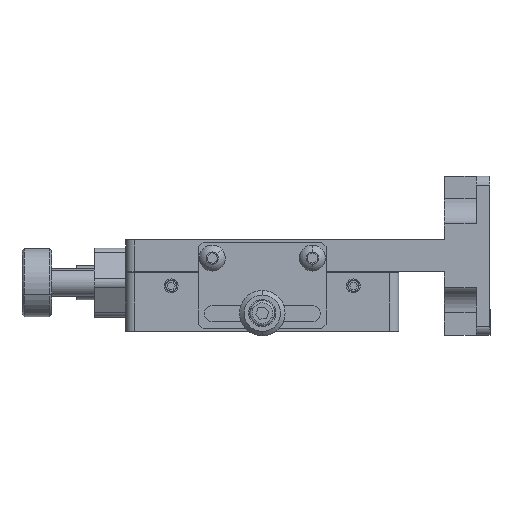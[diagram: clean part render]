
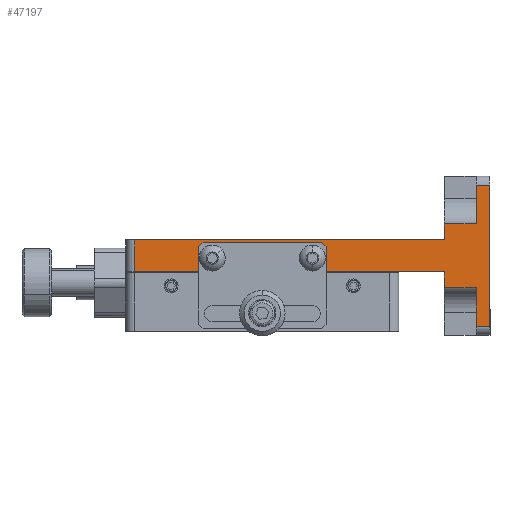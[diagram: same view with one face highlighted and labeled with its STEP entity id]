
A CAD part, left-side view. The second image highlights one B-rep face of the part: STEP entity #47197.
In plain terms, the highlighted planar face has unit normal (-1, 0, 0).
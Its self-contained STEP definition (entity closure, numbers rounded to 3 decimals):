
#337 = CARTESIAN_POINT ( 'NONE',  ( -30., 30.25, -0.5 ) ) ;
#908 = EDGE_CURVE ( 'NONE', #45940, #25813, #10996, .T. ) ;
#952 = CARTESIAN_POINT ( 'NONE',  ( -30., 70., -3.5 ) ) ;
#1233 = EDGE_CURVE ( 'NONE', #20951, #46337, #8245, .T. ) ;
#2211 = DIRECTION ( 'NONE',  ( 0., 0., -1. ) ) ;
#2251 = CARTESIAN_POINT ( 'NONE',  ( -30., -7., -17.5 ) ) ;
#2306 = VERTEX_POINT ( 'NONE', #11298 ) ;
#2526 = DIRECTION ( 'NONE',  ( -1., 0., 0. ) ) ;
#2791 = EDGE_CURVE ( 'NONE', #34981, #16222, #23036, .T. ) ;
#2927 = FACE_OUTER_BOUND ( 'NONE', #5557, .T. ) ;
#2954 = CARTESIAN_POINT ( 'NONE',  ( -30., -7., 15.5 ) ) ;
#3340 = CARTESIAN_POINT ( 'NONE',  ( -30., 27.75, -0.5 ) ) ;
#3801 = ORIENTED_EDGE ( 'NONE', *, *, #3921, .F. ) ;
#3921 = EDGE_CURVE ( 'NONE', #31742, #4359, #5999, .T. ) ;
#3984 = VECTOR ( 'NONE', #13011, 1000. ) ;
#4359 = VERTEX_POINT ( 'NONE', #8375 ) ;
#4409 = ORIENTED_EDGE ( 'NONE', *, *, #41340, .T. ) ;
#4783 = ORIENTED_EDGE ( 'NONE', *, *, #17314, .F. ) ;
#5474 = EDGE_CURVE ( 'NONE', #4359, #16222, #16129, .T. ) ;
#5557 = EDGE_LOOP ( 'NONE', ( #13798, #9600, #44519, #14065, #30220, #38808, #15510, #7746, #3801, #4409, #8417, #4783 ) ) ;
#5999 = LINE ( 'NONE', #31773, #26432 ) ;
#6627 = VERTEX_POINT ( 'NONE', #8753 ) ;
#6679 = EDGE_CURVE ( 'NONE', #37999, #30820, #37184, .T. ) ;
#6778 = EDGE_CURVE ( 'NONE', #28752, #6627, #27794, .T. ) ;
#7503 = VECTOR ( 'NONE', #27081, 1000. ) ;
#7657 = LINE ( 'NONE', #952, #29902 ) ;
#7746 = ORIENTED_EDGE ( 'NONE', *, *, #5474, .F. ) ;
#8070 = EDGE_CURVE ( 'NONE', #30820, #37999, #16760, .T. ) ;
#8245 = LINE ( 'NONE', #19211, #24703 ) ;
#8258 = EDGE_CURVE ( 'NONE', #6627, #34981, #27038, .T. ) ;
#8375 = CARTESIAN_POINT ( 'NONE',  ( -30., 68., 3.5 ) ) ;
#8417 = ORIENTED_EDGE ( 'NONE', *, *, #30950, .T. ) ;
#8646 = AXIS2_PLACEMENT_3D ( 'NONE', #31413, #2526, #16654 ) ;
#8753 = CARTESIAN_POINT ( 'NONE',  ( -30., -7., 7. ) ) ;
#9365 = CARTESIAN_POINT ( 'NONE',  ( -30., 52.25, -0.5 ) ) ;
#9379 = EDGE_CURVE ( 'NONE', #33989, #28752, #42558, .T. ) ;
#9600 = ORIENTED_EDGE ( 'NONE', *, *, #1233, .T. ) ;
#10996 = CIRCLE ( 'NONE', #8646, 1.25 ) ;
#11298 = CARTESIAN_POINT ( 'NONE',  ( -30., -7., -7. ) ) ;
#11710 = DIRECTION ( 'NONE',  ( 0., -1., 0. ) ) ;
#11783 = DIRECTION ( 'NONE',  ( -1., 0., 0. ) ) ;
#12067 = DIRECTION ( 'NONE',  ( 0., -1., 0. ) ) ;
#12488 = LINE ( 'NONE', #12961, #37405 ) ;
#12961 = CARTESIAN_POINT ( 'NONE',  ( -30., 0., 7. ) ) ;
#13011 = DIRECTION ( 'NONE',  ( 0., 1., 0. ) ) ;
#13453 = CARTESIAN_POINT ( 'NONE',  ( -30., -7., 7. ) ) ;
#13798 = ORIENTED_EDGE ( 'NONE', *, *, #23592, .T. ) ;
#14065 = ORIENTED_EDGE ( 'NONE', *, *, #9379, .T. ) ;
#14672 = DIRECTION ( 'NONE',  ( 0., 1., 0. ) ) ;
#14788 = ORIENTED_EDGE ( 'NONE', *, *, #908, .F. ) ;
#14898 = CARTESIAN_POINT ( 'NONE',  ( -30., -10., -15.5 ) ) ;
#15022 = CARTESIAN_POINT ( 'NONE',  ( -30., 0., -3.5 ) ) ;
#15510 = ORIENTED_EDGE ( 'NONE', *, *, #2791, .T. ) ;
#16129 = LINE ( 'NONE', #41373, #7503 ) ;
#16222 = VERTEX_POINT ( 'NONE', #36310 ) ;
#16654 = DIRECTION ( 'NONE',  ( 0., -1., 0. ) ) ;
#16760 = CIRCLE ( 'NONE', #30450, 1.25 ) ;
#17078 = CARTESIAN_POINT ( 'NONE',  ( -30., 29., -0.5 ) ) ;
#17314 = EDGE_CURVE ( 'NONE', #2306, #33097, #18699, .T. ) ;
#17322 = DIRECTION ( 'NONE',  ( -1., 0., 0. ) ) ;
#17504 = DIRECTION ( 'NONE',  ( 1., 0., 0. ) ) ;
#18699 = LINE ( 'NONE', #39446, #44098 ) ;
#19211 = CARTESIAN_POINT ( 'NONE',  ( -30., -7., -15.5 ) ) ;
#19631 = DIRECTION ( 'NONE',  ( 0., 0., -1. ) ) ;
#19875 = CARTESIAN_POINT ( 'NONE',  ( -30., -7., 7. ) ) ;
#20014 = CARTESIAN_POINT ( 'NONE',  ( -30., -7., -15.5 ) ) ;
#20284 = AXIS2_PLACEMENT_3D ( 'NONE', #13453, #17504, #28236 ) ;
#20537 = DIRECTION ( 'NONE',  ( 0., 0., 1. ) ) ;
#20951 = VERTEX_POINT ( 'NONE', #20014 ) ;
#21334 = VECTOR ( 'NONE', #34190, 1000. ) ;
#21752 = ORIENTED_EDGE ( 'NONE', *, *, #25719, .F. ) ;
#23036 = LINE ( 'NONE', #34003, #24804 ) ;
#23253 = CARTESIAN_POINT ( 'NONE',  ( -30., 49.75, -0.5 ) ) ;
#23592 = EDGE_CURVE ( 'NONE', #2306, #20951, #32281, .T. ) ;
#24190 = FACE_BOUND ( 'NONE', #46393, .T. ) ;
#24701 = DIRECTION ( 'NONE',  ( 0., -1., 0. ) ) ;
#24703 = VECTOR ( 'NONE', #12067, 1000. ) ;
#24804 = VECTOR ( 'NONE', #44964, 1000. ) ;
#25614 = ORIENTED_EDGE ( 'NONE', *, *, #6679, .F. ) ;
#25719 = EDGE_CURVE ( 'NONE', #25813, #45940, #35562, .T. ) ;
#25813 = VERTEX_POINT ( 'NONE', #9365 ) ;
#26432 = VECTOR ( 'NONE', #20537, 1000. ) ;
#27038 = LINE ( 'NONE', #19875, #21334 ) ;
#27081 = DIRECTION ( 'NONE',  ( 0., -1., 0. ) ) ;
#27794 = LINE ( 'NONE', #2251, #43265 ) ;
#28236 = DIRECTION ( 'NONE',  ( 0., 1., 0. ) ) ;
#28699 = PLANE ( 'NONE',  #20284 ) ;
#28752 = VERTEX_POINT ( 'NONE', #35984 ) ;
#29902 = VECTOR ( 'NONE', #11710, 1000. ) ;
#30120 = DIRECTION ( 'NONE',  ( 0., -1., 0. ) ) ;
#30220 = ORIENTED_EDGE ( 'NONE', *, *, #6778, .T. ) ;
#30450 = AXIS2_PLACEMENT_3D ( 'NONE', #17078, #17322, #24701 ) ;
#30820 = VERTEX_POINT ( 'NONE', #337 ) ;
#30861 = LINE ( 'NONE', #34922, #36243 ) ;
#30950 = EDGE_CURVE ( 'NONE', #36949, #33097, #12488, .T. ) ;
#31413 = CARTESIAN_POINT ( 'NONE',  ( -30., 51., -0.5 ) ) ;
#31476 = ORIENTED_EDGE ( 'NONE', *, *, #8070, .F. ) ;
#31742 = VERTEX_POINT ( 'NONE', #46592 ) ;
#31773 = CARTESIAN_POINT ( 'NONE',  ( -30., 68., -6.5 ) ) ;
#31846 = DIRECTION ( 'NONE',  ( 0., 0., -1. ) ) ;
#32073 = CARTESIAN_POINT ( 'NONE',  ( -30., 0., -7. ) ) ;
#32281 = LINE ( 'NONE', #42772, #46807 ) ;
#33097 = VERTEX_POINT ( 'NONE', #32073 ) ;
#33989 = VERTEX_POINT ( 'NONE', #40802 ) ;
#34003 = CARTESIAN_POINT ( 'NONE',  ( -30., 0., 7. ) ) ;
#34190 = DIRECTION ( 'NONE',  ( 0., 1., 0. ) ) ;
#34922 = CARTESIAN_POINT ( 'NONE',  ( -30., -10., -17.5 ) ) ;
#34981 = VERTEX_POINT ( 'NONE', #38285 ) ;
#35378 = FACE_BOUND ( 'NONE', #44395, .T. ) ;
#35562 = CIRCLE ( 'NONE', #41647, 1.25 ) ;
#35984 = CARTESIAN_POINT ( 'NONE',  ( -30., -7., 15.5 ) ) ;
#36243 = VECTOR ( 'NONE', #2211, 1000. ) ;
#36310 = CARTESIAN_POINT ( 'NONE',  ( -30., 0., 3.5 ) ) ;
#36949 = VERTEX_POINT ( 'NONE', #15022 ) ;
#37184 = CIRCLE ( 'NONE', #42512, 1.25 ) ;
#37405 = VECTOR ( 'NONE', #19631, 1000. ) ;
#37750 = CARTESIAN_POINT ( 'NONE',  ( -30., 51., -0.5 ) ) ;
#37999 = VERTEX_POINT ( 'NONE', #3340 ) ;
#38285 = CARTESIAN_POINT ( 'NONE',  ( -30., 0., 7. ) ) ;
#38808 = ORIENTED_EDGE ( 'NONE', *, *, #8258, .T. ) ;
#39192 = DIRECTION ( 'NONE',  ( 0., 0., -1. ) ) ;
#39446 = CARTESIAN_POINT ( 'NONE',  ( -30., -7., -7. ) ) ;
#39665 = CARTESIAN_POINT ( 'NONE',  ( -30., 29., -0.5 ) ) ;
#40802 = CARTESIAN_POINT ( 'NONE',  ( -30., -10., 15.5 ) ) ;
#41340 = EDGE_CURVE ( 'NONE', #31742, #36949, #7657, .T. ) ;
#41373 = CARTESIAN_POINT ( 'NONE',  ( -30., 70., 3.5 ) ) ;
#41647 = AXIS2_PLACEMENT_3D ( 'NONE', #37750, #11783, #30120 ) ;
#42512 = AXIS2_PLACEMENT_3D ( 'NONE', #39665, #42767, #46821 ) ;
#42558 = LINE ( 'NONE', #2954, #3984 ) ;
#42767 = DIRECTION ( 'NONE',  ( -1., 0., 0. ) ) ;
#42772 = CARTESIAN_POINT ( 'NONE',  ( -30., -7., -17.5 ) ) ;
#43265 = VECTOR ( 'NONE', #31846, 1000. ) ;
#44098 = VECTOR ( 'NONE', #14672, 1000. ) ;
#44395 = EDGE_LOOP ( 'NONE', ( #14788, #21752 ) ) ;
#44519 = ORIENTED_EDGE ( 'NONE', *, *, #44880, .F. ) ;
#44880 = EDGE_CURVE ( 'NONE', #33989, #46337, #30861, .T. ) ;
#44964 = DIRECTION ( 'NONE',  ( 0., 0., -1. ) ) ;
#45940 = VERTEX_POINT ( 'NONE', #23253 ) ;
#46337 = VERTEX_POINT ( 'NONE', #14898 ) ;
#46393 = EDGE_LOOP ( 'NONE', ( #25614, #31476 ) ) ;
#46592 = CARTESIAN_POINT ( 'NONE',  ( -30., 68., -3.5 ) ) ;
#46807 = VECTOR ( 'NONE', #39192, 1000. ) ;
#46821 = DIRECTION ( 'NONE',  ( 0., -1., 0. ) ) ;
#47197 = ADVANCED_FACE ( 'NONE', ( #24190, #35378, #2927 ), #28699, .F. ) ;
